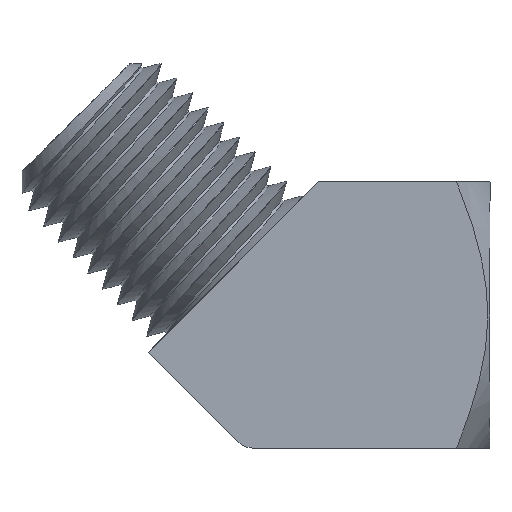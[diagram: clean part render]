
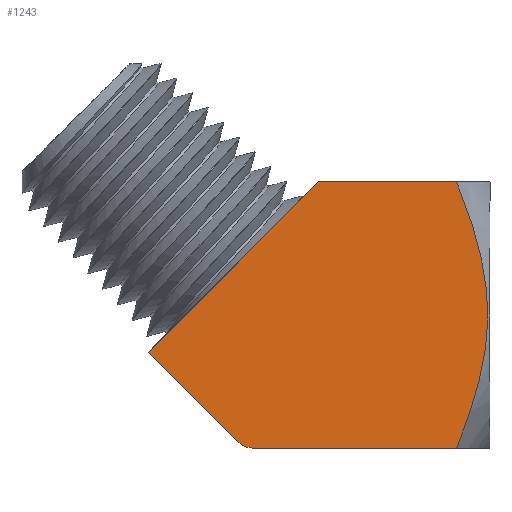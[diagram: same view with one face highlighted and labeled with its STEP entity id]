
A CAD part, front view. The second image highlights one B-rep face of the part: STEP entity #1243.
In plain terms, the highlighted face is planar.
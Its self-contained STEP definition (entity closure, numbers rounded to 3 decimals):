
#183=(
BOUNDED_CURVE()
B_SPLINE_CURVE(2,(#6450,#6451,#6452,#6453),.UNSPECIFIED.,.F.,.F.)
B_SPLINE_CURVE_WITH_KNOTS((3,1,3),(75.364,121.717,192.825),
 .UNSPECIFIED.)
CURVE()
GEOMETRIC_REPRESENTATION_ITEM()
RATIONAL_B_SPLINE_CURVE((5.931,6.854,7.348,
5.931))
REPRESENTATION_ITEM('')
);
#189=PLANE('',#1330);
#242=FACE_OUTER_BOUND('',#312,.T.);
#312=EDGE_LOOP('',(#998,#999,#1000,#1001,#1002,#1003));
#339=LINE('',#1614,#398);
#390=LINE('',#6455,#449);
#391=LINE('',#6457,#450);
#392=LINE('',#6458,#451);
#398=VECTOR('',#1370,1000.);
#449=VECTOR('',#1539,1000.);
#450=VECTOR('',#1540,1000.);
#451=VECTOR('',#1541,1000.);
#455=CIRCLE('',#1270,1.5);
#478=VERTEX_POINT('',#1598);
#479=VERTEX_POINT('',#1600);
#482=VERTEX_POINT('',#1610);
#591=VERTEX_POINT('',#6449);
#592=VERTEX_POINT('',#6454);
#593=VERTEX_POINT('',#6456);
#606=EDGE_CURVE('',#478,#479,#455,.T.);
#611=EDGE_CURVE('',#478,#482,#339,.T.);
#762=EDGE_CURVE('',#482,#591,#183,.T.);
#763=EDGE_CURVE('',#592,#591,#390,.T.);
#764=EDGE_CURVE('',#592,#593,#391,.T.);
#765=EDGE_CURVE('',#593,#479,#392,.T.);
#998=ORIENTED_EDGE('',*,*,#606,.F.);
#999=ORIENTED_EDGE('',*,*,#611,.T.);
#1000=ORIENTED_EDGE('',*,*,#762,.T.);
#1001=ORIENTED_EDGE('',*,*,#763,.F.);
#1002=ORIENTED_EDGE('',*,*,#764,.T.);
#1003=ORIENTED_EDGE('',*,*,#765,.T.);
#1243=ADVANCED_FACE('',(#242),#189,.T.);
#1270=AXIS2_PLACEMENT_3D('',#1601,#1364,#1365);
#1330=AXIS2_PLACEMENT_3D('',#6448,#1537,#1538);
#1364=DIRECTION('center_axis',(1.,0.,0.));
#1365=DIRECTION('ref_axis',(0.,-0.924,-0.383));
#1370=DIRECTION('',(0.,0.,1.));
#1537=DIRECTION('center_axis',(-1.,0.,0.));
#1538=DIRECTION('ref_axis',(0.,0.707,0.707));
#1539=DIRECTION('',(0.,0.,1.));
#1540=DIRECTION('',(0.,-0.707,-0.707));
#1541=DIRECTION('',(0.,-0.707,0.707));
#1598=CARTESIAN_POINT('',(-8.981,-8.731,-15.492));
#1600=CARTESIAN_POINT('',(-8.981,-8.292,-16.552));
#1601=CARTESIAN_POINT('Origin',(-8.981,-7.231,-15.492));
#1610=CARTESIAN_POINT('',(-8.981,-8.731,-2.191));
#1614=CARTESIAN_POINT('',(-8.981,-8.731,-40.087));
#6448=CARTESIAN_POINT('Origin',(-8.981,8.731,-40.087));
#6449=CARTESIAN_POINT('',(-8.981,8.731,-2.191));
#6450=CARTESIAN_POINT('Ctrl Pts',(-8.981,-8.731,-2.191));
#6451=CARTESIAN_POINT('Ctrl Pts',(-8.981,-4.573,-0.518));
#6452=CARTESIAN_POINT('Ctrl Pts',(-8.981,2.781,0.204));
#6453=CARTESIAN_POINT('Ctrl Pts',(-8.981,8.731,-2.191));
#6454=CARTESIAN_POINT('',(-8.981,8.731,-11.24));
#6455=CARTESIAN_POINT('',(-8.981,8.731,-40.087));
#6456=CARTESIAN_POINT('',(-8.981,-2.437,-22.408));
#6457=CARTESIAN_POINT('',(-8.981,2.874,-17.098));
#6458=CARTESIAN_POINT('',(-8.981,-2.437,-22.408));
